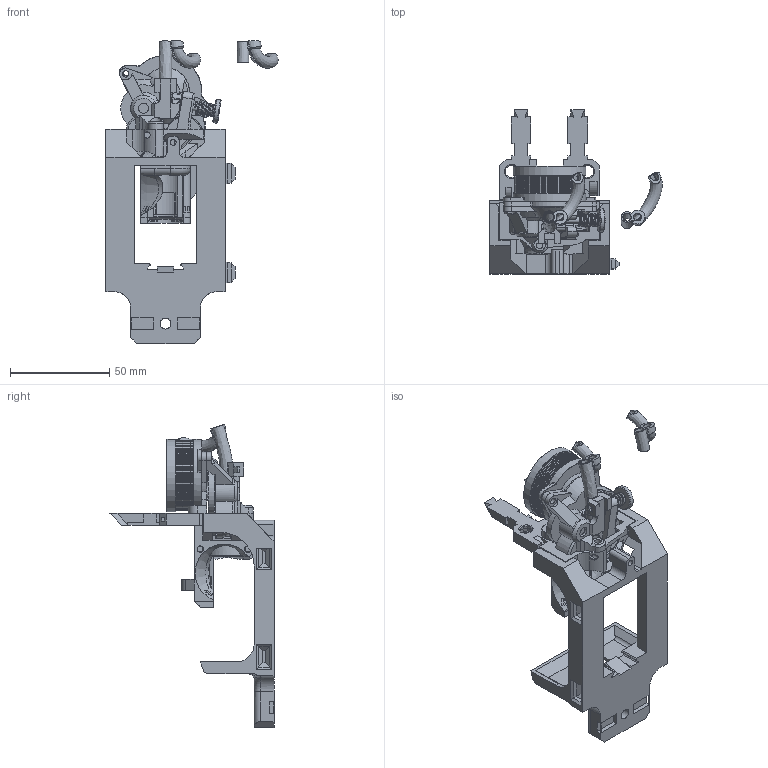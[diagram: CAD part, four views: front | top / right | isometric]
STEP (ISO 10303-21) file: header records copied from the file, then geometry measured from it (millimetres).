
FILE_DESCRIPTION(/* description */ ('','CAx-IF Rec.Pracs.---Representation and Presentation of Product Manufacturing Information (PMI)---4.0---2014-10-13'),/* implementation_level */ '2;1');
FILE_NAME(/* name */ 'Revo + HGX Gears 2.step',/* time_stamp */ '2025-02-21T18:03:10+01:00',/* author */ (''),/* organization */ (''),/* preprocessor_version */ 'ST-DEVELOPER v20',/* originating_system */ 'Autodesk Translation Framework v13.20.0.188',/* authorisation */ '');
FILE_SCHEMA (('AP242_MANAGED_MODEL_BASED_3D_ENGINEERING_MIM_LF { 1 0 10303 442 1 1 4 }'));
Products named in the file (11): Revo + HGX  Gears v2; NEMA14_10t^sherpa_mini_a3_r9c; Spring Assembly (2) <1>; M3 Thumb Screw (1) (1); Part40; Gear Left; Shaft Left; Shaft Right; Gear Top; Gear Right; Filament
Assembly tree (10 placements, depth 3):
  Revo + HGX  Gears v2
    NEMA14_10t^sherpa_mini_a3_r9c
    Spring Assembly (2) <1>
      M3 Thumb Screw (1) (1)
      Part40
    Gear Left
    Shaft Left
    Shaft Right
    Gear Top
    Gear Right
    Filament
Bounding box: 86.64 x 82.46 x 152.31 mm (x, y, z)
Volume: 121155.6 mm3; surface area: 70252.3 mm2
Topology: 20 solids, 21 shells, 1921 faces, 5142 edges, 3294 vertices
Faces by surface type: plane 1311, cylinder 388, bspline 107, cone 95, torus 20
Full cylindrical faces by diameter (mm): 1.75 x1, 2 x5, 2.4 x1, 2.7 x4, 2.8 x4, 3 x4, 3.1 x5, 3.2 x19, 3.8 x2, 4.4 x2, 4.6 x4, 4.7 x3, 5 x12, 5.4 x1, 6 x10, 6.2 x2, 9.6 x1, 10 x1, 12 x1, 16 x1, 17.5 x1, 18 x4, 19.45 x2, 23 x1, 35 x16, 36.5 x2
Entity records: 67710 total; most frequent: CARTESIAN_POINT 19538, ORIENTED_EDGE 10278, DIRECTION 9438, EDGE_CURVE 5139, LINE 3614, VECTOR 3614, VERTEX_POINT 3294, AXIS2_PLACEMENT_3D 2912
